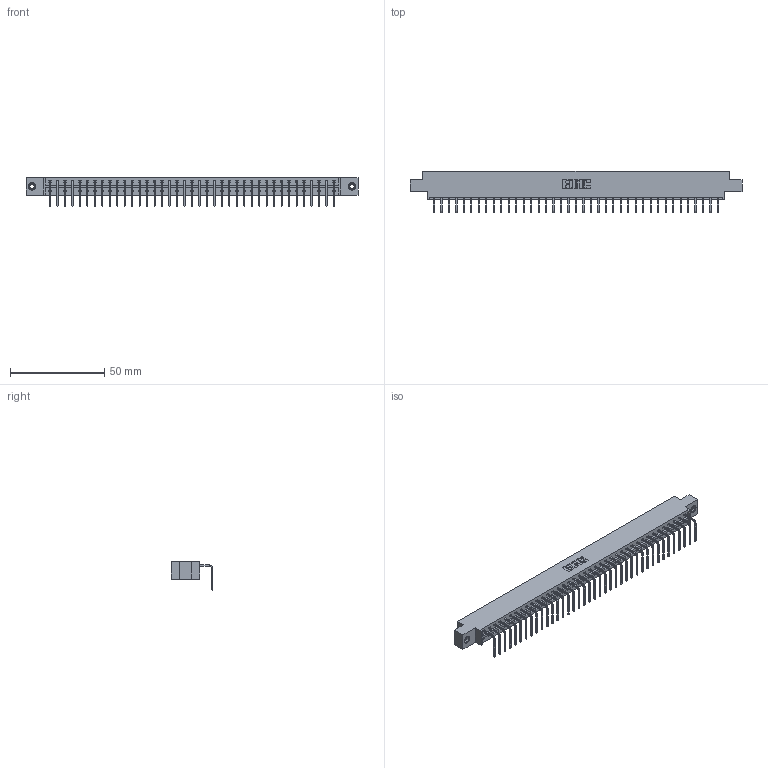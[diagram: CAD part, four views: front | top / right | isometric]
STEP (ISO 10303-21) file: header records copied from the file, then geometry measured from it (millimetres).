
FILE_DESCRIPTION (( 'STEP AP203' ), '1' );
FILE_NAME ('333-039-558-608.STEP', '2018-08-03T13:13:29', ( '' ), ( '' ), 'SwSTEP 2.0', 'SolidWorks 2016', '' );
FILE_SCHEMA (( 'CONFIG_CONTROL_DESIGN' ));
Length unit declared in the file: inch
Products named in the file (4): 333 Part_Offset - .156 Dia - TI; 345-292-001_558 Tail - 2; 345-250-001_345-250-003-102; 333-039-558-608
Assembly tree (42 placements, depth 2):
  333-039-558-608
    333 Part_Offset - .156 Dia - TI
    345-292-001_558 Tail - 2  x39
    345-250-001_345-250-003-102  x2
Bounding box: 176.07 x 22.17 x 15.37 mm (x, y, z)
Volume: 17587.7 mm3; surface area: 20030.6 mm2
Topology: 42 solids, 42 shells, 2518 faces, 7557 edges, 4978 vertices
Faces by surface type: plane 1822, cylinder 680, cone 12, torus 4
Entity records: 25632 total; most frequent: CARTESIAN_POINT 4406, ORIENTED_EDGE 4374, DIRECTION 3755, EDGE_CURVE 2187, VECTOR 2039, LINE 2039, VERTEX_POINT 1452, AXIS2_PLACEMENT_3D 858
